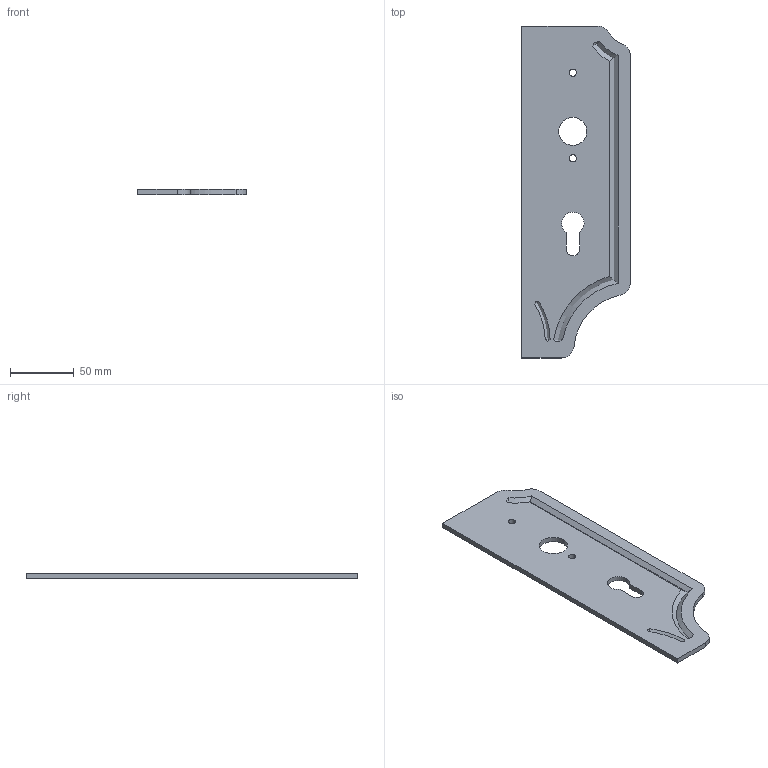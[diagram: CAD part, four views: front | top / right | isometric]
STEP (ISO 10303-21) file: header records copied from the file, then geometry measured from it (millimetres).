
FILE_DESCRIPTION (( 'STEP AP203' ), '1' );
FILE_NAME ('3861.step', '2015-09-17T14:57:32', ( '' ), ( '' ), 'SwSTEP 2.0', 'SolidWorks 2015', '' );
FILE_SCHEMA (( 'CONFIG_CONTROL_DESIGN' ));
Length unit declared in the file: millimetre
Products named in the file (1): 3861
Bounding box: 85 x 260 x 4 mm (x, y, z)
Volume: 74182.1 mm3; surface area: 42405.9 mm2
Topology: 1 solids, 1 shells, 103 faces, 274 edges, 182 vertices
Faces by surface type: bspline 56, plane 31, cylinder 16
Entity records: 5752 total; most frequent: CARTESIAN_POINT 3469, ORIENTED_EDGE 548, DIRECTION 286, EDGE_CURVE 274, VERTEX_POINT 182, EDGE_LOOP 120, B_SPLINE_CURVE_WITH_KNOTS 120, VECTOR 114
